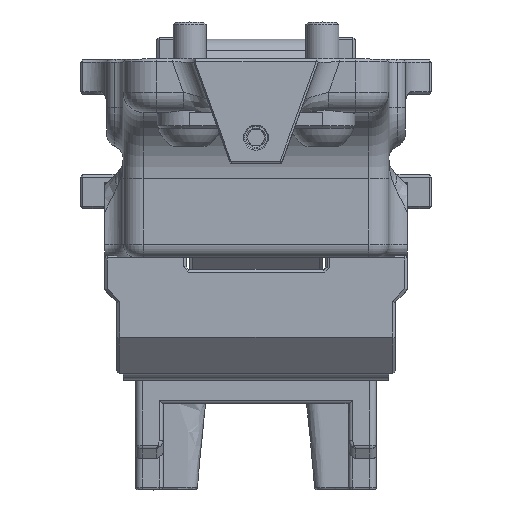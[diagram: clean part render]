
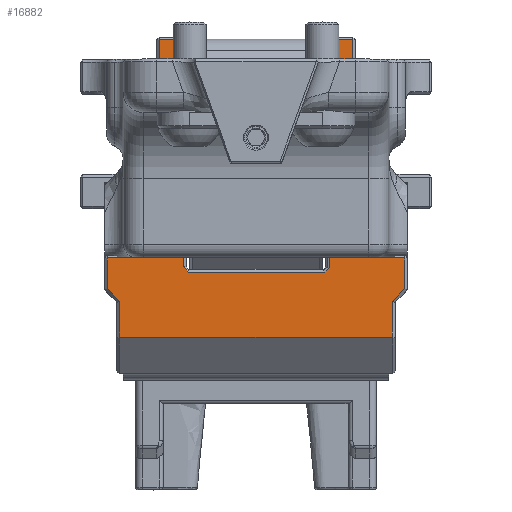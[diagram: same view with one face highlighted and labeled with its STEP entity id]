
A CAD part, top view. The second image highlights one B-rep face of the part: STEP entity #16882.
In plain terms, the highlighted planar face has unit normal (0, 0, 1).
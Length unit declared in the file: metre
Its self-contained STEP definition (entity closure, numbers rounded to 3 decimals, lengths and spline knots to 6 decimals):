
#1612=LINE('',#31389,#3024);
#1613=LINE('',#31392,#3025);
#1614=LINE('',#31394,#3026);
#1615=LINE('',#31396,#3027);
#1616=LINE('',#31398,#3028);
#1617=LINE('',#31400,#3029);
#1618=LINE('',#31402,#3030);
#1619=LINE('',#31404,#3031);
#1620=LINE('',#31406,#3032);
#1621=LINE('',#31408,#3033);
#1622=LINE('',#31410,#3034);
#1623=LINE('',#31412,#3035);
#1624=LINE('',#31414,#3036);
#1625=LINE('',#31416,#3037);
#1626=LINE('',#31418,#3038);
#1627=LINE('',#31420,#3039);
#1628=LINE('',#31422,#3040);
#1629=LINE('',#31424,#3041);
#1630=LINE('',#31426,#3042);
#1631=LINE('',#31428,#3043);
#3024=VECTOR('',#22261,1.);
#3025=VECTOR('',#22262,1.);
#3026=VECTOR('',#22263,1.);
#3027=VECTOR('',#22264,1.);
#3028=VECTOR('',#22265,1.);
#3029=VECTOR('',#22266,1.);
#3030=VECTOR('',#22267,1.);
#3031=VECTOR('',#22268,1.);
#3032=VECTOR('',#22269,1.);
#3033=VECTOR('',#22270,1.);
#3034=VECTOR('',#22271,1.);
#3035=VECTOR('',#22272,1.);
#3036=VECTOR('',#22273,1.);
#3037=VECTOR('',#22274,1.);
#3038=VECTOR('',#22275,1.);
#3039=VECTOR('',#22276,1.);
#3040=VECTOR('',#22277,1.);
#3041=VECTOR('',#22278,1.);
#3042=VECTOR('',#22279,1.);
#3043=VECTOR('',#22280,1.);
#7468=ORIENTED_EDGE('',*,*,#10465,.T.);
#7469=ORIENTED_EDGE('',*,*,#10466,.T.);
#7470=ORIENTED_EDGE('',*,*,#10467,.T.);
#7471=ORIENTED_EDGE('',*,*,#10468,.T.);
#7472=ORIENTED_EDGE('',*,*,#10469,.T.);
#7473=ORIENTED_EDGE('',*,*,#10470,.T.);
#7474=ORIENTED_EDGE('',*,*,#10471,.T.);
#7475=ORIENTED_EDGE('',*,*,#10472,.F.);
#7476=ORIENTED_EDGE('',*,*,#10473,.T.);
#7477=ORIENTED_EDGE('',*,*,#10474,.T.);
#7478=ORIENTED_EDGE('',*,*,#10475,.T.);
#7479=ORIENTED_EDGE('',*,*,#10476,.T.);
#7480=ORIENTED_EDGE('',*,*,#10477,.F.);
#7481=ORIENTED_EDGE('',*,*,#10478,.T.);
#7482=ORIENTED_EDGE('',*,*,#10479,.T.);
#7483=ORIENTED_EDGE('',*,*,#10480,.T.);
#7484=ORIENTED_EDGE('',*,*,#10481,.T.);
#7485=ORIENTED_EDGE('',*,*,#10482,.T.);
#7486=ORIENTED_EDGE('',*,*,#10483,.F.);
#7487=ORIENTED_EDGE('',*,*,#10484,.T.);
#10465=EDGE_CURVE('',#12174,#12175,#1612,.T.);
#10466=EDGE_CURVE('',#12175,#12176,#1613,.T.);
#10467=EDGE_CURVE('',#12176,#12177,#1614,.T.);
#10468=EDGE_CURVE('',#12177,#12178,#1615,.T.);
#10469=EDGE_CURVE('',#12178,#12179,#1616,.T.);
#10470=EDGE_CURVE('',#12179,#12180,#1617,.T.);
#10471=EDGE_CURVE('',#12180,#12181,#1618,.T.);
#10472=EDGE_CURVE('',#12182,#12181,#1619,.T.);
#10473=EDGE_CURVE('',#12182,#12183,#1620,.T.);
#10474=EDGE_CURVE('',#12183,#12184,#1621,.T.);
#10475=EDGE_CURVE('',#12184,#12185,#1622,.T.);
#10476=EDGE_CURVE('',#12185,#12186,#1623,.T.);
#10477=EDGE_CURVE('',#12187,#12186,#1624,.T.);
#10478=EDGE_CURVE('',#12187,#12188,#1625,.T.);
#10479=EDGE_CURVE('',#12188,#12189,#1626,.T.);
#10480=EDGE_CURVE('',#12189,#12190,#1627,.T.);
#10481=EDGE_CURVE('',#12190,#12191,#1628,.T.);
#10482=EDGE_CURVE('',#12191,#12192,#1629,.T.);
#10483=EDGE_CURVE('',#12193,#12192,#1630,.T.);
#10484=EDGE_CURVE('',#12193,#12174,#1631,.T.);
#12174=VERTEX_POINT('',#31390);
#12175=VERTEX_POINT('',#31391);
#12176=VERTEX_POINT('',#31393);
#12177=VERTEX_POINT('',#31395);
#12178=VERTEX_POINT('',#31397);
#12179=VERTEX_POINT('',#31399);
#12180=VERTEX_POINT('',#31401);
#12181=VERTEX_POINT('',#31403);
#12182=VERTEX_POINT('',#31405);
#12183=VERTEX_POINT('',#31407);
#12184=VERTEX_POINT('',#31409);
#12185=VERTEX_POINT('',#31411);
#12186=VERTEX_POINT('',#31413);
#12187=VERTEX_POINT('',#31415);
#12188=VERTEX_POINT('',#31417);
#12189=VERTEX_POINT('',#31419);
#12190=VERTEX_POINT('',#31421);
#12191=VERTEX_POINT('',#31423);
#12192=VERTEX_POINT('',#31425);
#12193=VERTEX_POINT('',#31427);
#13963=EDGE_LOOP('',(#7468,#7469,#7470,#7471,#7472,#7473,#7474,#7475,#7476,
#7477,#7478,#7479,#7480,#7481,#7482,#7483,#7484,#7485,#7486,#7487));
#15194=FACE_BOUND('',#13963,.T.);
#15932=PLANE('',#18499);
#16882=ADVANCED_FACE('',(#15194),#15932,.F.);
#18499=AXIS2_PLACEMENT_3D('',#31388,#22259,#22260);
#22259=DIRECTION('',(0.,0.,-1.));
#22260=DIRECTION('',(0.,1.,0.));
#22261=DIRECTION('',(-1.,0.,0.));
#22262=DIRECTION('',(0.,-1.,0.));
#22263=DIRECTION('',(-0.707,-0.707,0.));
#22264=DIRECTION('',(-1.,0.,0.));
#22265=DIRECTION('',(0.,-1.,0.));
#22266=DIRECTION('',(0.707,-0.707,0.));
#22267=DIRECTION('',(0.,-1.,0.));
#22268=DIRECTION('',(-1.,0.,0.));
#22269=DIRECTION('',(0.,1.,0.));
#22270=DIRECTION('',(0.707,0.707,0.));
#22271=DIRECTION('',(0.,1.,0.));
#22272=DIRECTION('',(-1.,0.,0.));
#22273=DIRECTION('',(0.707,-0.707,0.));
#22274=DIRECTION('',(0.,1.,0.));
#22275=DIRECTION('',(-1.,0.,0.));
#22276=DIRECTION('',(0.,-1.,0.));
#22277=DIRECTION('',(-0.707,-0.707,0.));
#22278=DIRECTION('',(-1.,0.,0.));
#22279=DIRECTION('',(0.707,-0.707,0.));
#22280=DIRECTION('',(0.,1.,0.));
#31388=CARTESIAN_POINT('',(0.03,0.029559,-0.050118));
#31389=CARTESIAN_POINT('',(0.03,0.051653,-0.050118));
#31390=CARTESIAN_POINT('',(0.0041,0.051653,-0.050118));
#31391=CARTESIAN_POINT('',(0.0004,0.051653,-0.050118));
#31392=CARTESIAN_POINT('',(0.0004,0.029559,-0.050118));
#31393=CARTESIAN_POINT('',(0.0004,0.01929,-0.050118));
#31394=CARTESIAN_POINT('',(-0.000254,0.018637,-0.050118));
#31395=CARTESIAN_POINT('',(-0.000107,0.018783,-0.050118));
#31396=CARTESIAN_POINT('',(0.03,0.018783,-0.050118));
#31397=CARTESIAN_POINT('',(-0.0074,0.018783,-0.050118));
#31398=CARTESIAN_POINT('',(-0.0074,0.014549,-0.050118));
#31399=CARTESIAN_POINT('',(-0.0074,0.014149,-0.050118));
#31400=CARTESIAN_POINT('',(0.003595,0.003154,-0.050118));
#31401=CARTESIAN_POINT('',(-0.0055,0.012249,-0.050118));
#31402=CARTESIAN_POINT('',(-0.0055,0.029559,-0.050118));
#31403=CARTESIAN_POINT('',(-0.0055,0.006865,-0.050118));
#31404=CARTESIAN_POINT('',(0.03,0.006865,-0.050118));
#31405=CARTESIAN_POINT('',(0.0355,0.006865,-0.050118));
#31406=CARTESIAN_POINT('',(0.0355,0.012749,-0.050118));
#31407=CARTESIAN_POINT('',(0.0355,0.012249,-0.050118));
#31408=CARTESIAN_POINT('',(0.041405,0.018154,-0.050118));
#31409=CARTESIAN_POINT('',(0.0374,0.014149,-0.050118));
#31410=CARTESIAN_POINT('',(0.0374,0.018383,-0.050118));
#31411=CARTESIAN_POINT('',(0.0374,0.018783,-0.050118));
#31412=CARTESIAN_POINT('',(0.03,0.018783,-0.050118));
#31413=CARTESIAN_POINT('',(0.0304,0.018783,-0.050118));
#31414=CARTESIAN_POINT('',(0.0304,0.018783,-0.050118));
#31415=CARTESIAN_POINT('',(0.0296,0.019583,-0.050118));
#31416=CARTESIAN_POINT('',(0.0296,0.051253,-0.050118));
#31417=CARTESIAN_POINT('',(0.0296,0.051653,-0.050118));
#31418=CARTESIAN_POINT('',(0.03,0.051653,-0.050118));
#31419=CARTESIAN_POINT('',(0.026066,0.051653,-0.050118));
#31420=CARTESIAN_POINT('',(0.026066,0.017453,-0.050118));
#31421=CARTESIAN_POINT('',(0.026066,0.017326,-0.050118));
#31422=CARTESIAN_POINT('',(0.025246,0.016507,-0.050118));
#31423=CARTESIAN_POINT('',(0.025393,0.016653,-0.050118));
#31424=CARTESIAN_POINT('',(0.03,0.016653,-0.050118));
#31425=CARTESIAN_POINT('',(0.0049,0.016653,-0.050118));
#31426=CARTESIAN_POINT('',(0.0049,0.016653,-0.050118));
#31427=CARTESIAN_POINT('',(0.0041,0.017453,-0.050118));
#31428=CARTESIAN_POINT('',(0.0041,0.029559,-0.050118));
